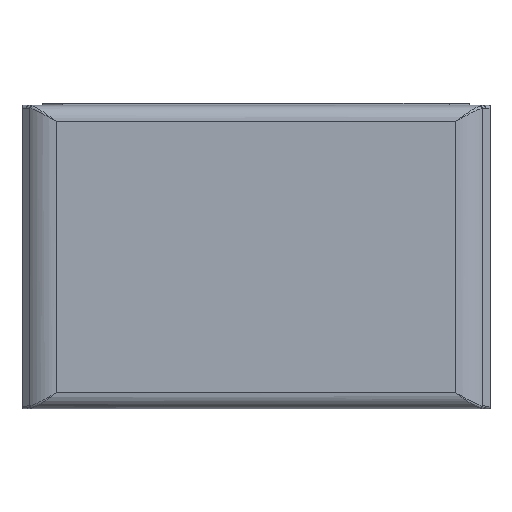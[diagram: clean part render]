
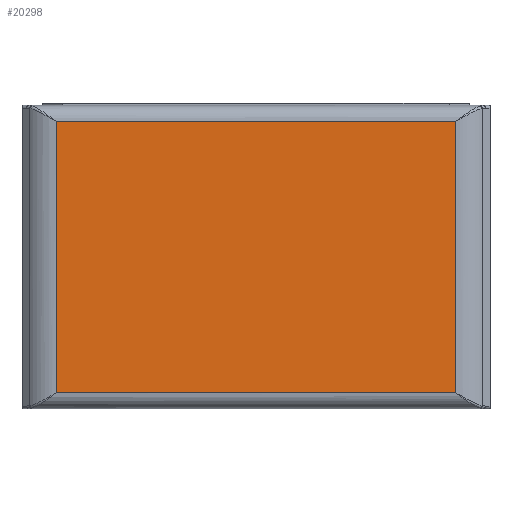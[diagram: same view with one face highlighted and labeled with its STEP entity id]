
A CAD part, front view. The second image highlights one B-rep face of the part: STEP entity #20298.
In plain terms, the highlighted planar face has unit normal (0, -1, 0).
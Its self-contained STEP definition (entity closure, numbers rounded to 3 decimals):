
#1223 = ORIENTED_EDGE ( 'NONE', *, *, #32172, .F. ) ;
#2346 = LINE ( 'NONE', #62924, #28060 ) ;
#3481 = VECTOR ( 'NONE', #9119, 1000. ) ;
#4475 = ORIENTED_EDGE ( 'NONE', *, *, #58402, .F. ) ;
#9119 = DIRECTION ( 'NONE',  ( 1., 0., 0. ) ) ;
#9406 = VECTOR ( 'NONE', #58128, 1000. ) ;
#9904 = CARTESIAN_POINT ( 'NONE',  ( 37.297, -4., 25.1 ) ) ;
#10940 = ORIENTED_EDGE ( 'NONE', *, *, #41960, .F. ) ;
#11976 = FACE_OUTER_BOUND ( 'NONE', #45432, .T. ) ;
#14103 = CARTESIAN_POINT ( 'NONE',  ( -37.204, -4., 25.1 ) ) ;
#14301 = EDGE_CURVE ( 'NONE', #61263, #15239, #36052, .T. ) ;
#15239 = VERTEX_POINT ( 'NONE', #58119 ) ;
#18254 = AXIS2_PLACEMENT_3D ( 'NONE', #51998, #21205, #57122 ) ;
#20298 = ADVANCED_FACE ( 'NONE', ( #11976 ), #62052, .F. ) ;
#20761 = VECTOR ( 'NONE', #47267, 1000. ) ;
#21205 = DIRECTION ( 'NONE',  ( 0., 1., 0. ) ) ;
#22077 = DIRECTION ( 'NONE',  ( 0., 0., -1. ) ) ;
#27383 = CARTESIAN_POINT ( 'NONE',  ( -37.204, -4., -28.5 ) ) ;
#28060 = VECTOR ( 'NONE', #22077, 1000. ) ;
#32172 = EDGE_CURVE ( 'NONE', #45934, #61263, #2346, .T. ) ;
#32323 = CARTESIAN_POINT ( 'NONE',  ( 37.297, -4., -25.5 ) ) ;
#36052 = LINE ( 'NONE', #42104, #20761 ) ;
#41960 = EDGE_CURVE ( 'NONE', #15239, #62960, #62411, .T. ) ;
#42104 = CARTESIAN_POINT ( 'NONE',  ( -43.604, -4., -25.5 ) ) ;
#45011 = CARTESIAN_POINT ( 'NONE',  ( -43.604, -4., 25.1 ) ) ;
#45088 = ORIENTED_EDGE ( 'NONE', *, *, #14301, .F. ) ;
#45432 = EDGE_LOOP ( 'NONE', ( #10940, #45088, #1223, #4475 ) ) ;
#45934 = VERTEX_POINT ( 'NONE', #9904 ) ;
#47267 = DIRECTION ( 'NONE',  ( -1., 0., 0. ) ) ;
#51998 = CARTESIAN_POINT ( 'NONE',  ( -43.604, -4., -28.5 ) ) ;
#56528 = LINE ( 'NONE', #45011, #3481 ) ;
#57122 = DIRECTION ( 'NONE',  ( 0., 0., 1. ) ) ;
#58119 = CARTESIAN_POINT ( 'NONE',  ( -37.204, -4., -25.5 ) ) ;
#58128 = DIRECTION ( 'NONE',  ( 0., 0., 1. ) ) ;
#58402 = EDGE_CURVE ( 'NONE', #62960, #45934, #56528, .T. ) ;
#61263 = VERTEX_POINT ( 'NONE', #32323 ) ;
#62052 = PLANE ( 'NONE',  #18254 ) ;
#62411 = LINE ( 'NONE', #27383, #9406 ) ;
#62924 = CARTESIAN_POINT ( 'NONE',  ( 37.297, -4., -28.5 ) ) ;
#62960 = VERTEX_POINT ( 'NONE', #14103 ) ;
